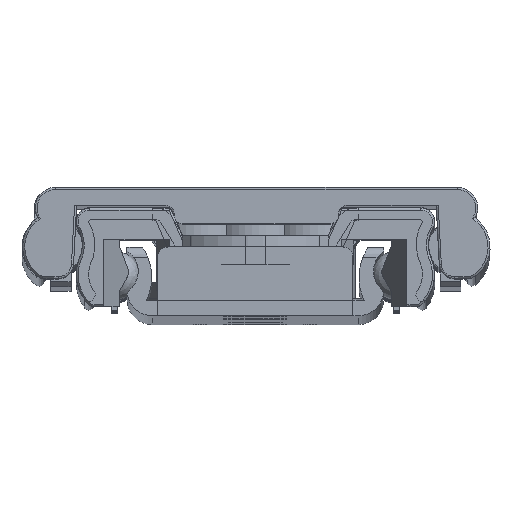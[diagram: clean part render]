
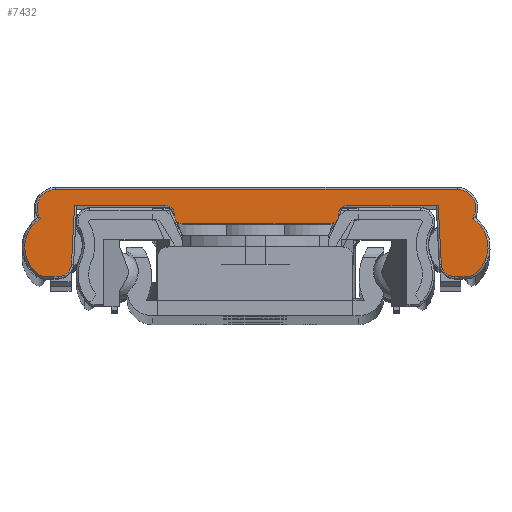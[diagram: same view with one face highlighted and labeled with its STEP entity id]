
A CAD part, top view. The second image highlights one B-rep face of the part: STEP entity #7432.
In plain terms, the highlighted face is planar.
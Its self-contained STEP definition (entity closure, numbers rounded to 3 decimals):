
#6810=CARTESIAN_POINT('',(38.9,-13.718,0.0));
#6811=VERTEX_POINT('',#6810);
#6829=CARTESIAN_POINT('',(38.6,-8.,0.0));
#6830=VERTEX_POINT('',#6829);
#6838=CARTESIAN_POINT('',(38.6,-8.,0.0));
#6839=DIRECTION('',(0.052,-0.999,0.0));
#6840=VECTOR('',#6839,5.726);
#6841=LINE('',#6838,#6840);
#6842=EDGE_CURVE('',#6830,#6811,#6841,.T.);
#6852=CARTESIAN_POINT('',(40.198,-14.95,0.0));
#6853=VERTEX_POINT('',#6852);
#6871=CARTESIAN_POINT('',(40.198,-13.65,0.0));
#6872=DIRECTION('',(0.0,0.0,1.));
#6873=DIRECTION('',(-0.688,-0.725,0.0));
#6874=AXIS2_PLACEMENT_3D('',#6871,#6872,#6873);
#6875=CIRCLE('',#6874,1.3);
#6876=EDGE_CURVE('',#6811,#6853,#6875,.T.);
#6893=CARTESIAN_POINT('',(41.725,-14.95,0.0));
#6894=VERTEX_POINT('',#6893);
#6895=CARTESIAN_POINT('',(40.198,-14.95,0.0));
#6896=DIRECTION('',(1.0,0.0,0.0));
#6897=VECTOR('',#6896,1.527);
#6898=LINE('',#6895,#6897);
#6899=EDGE_CURVE('',#6853,#6894,#6898,.T.);
#6926=CARTESIAN_POINT('',(41.932,-9.272,0.0));
#6927=VERTEX_POINT('',#6926);
#6928=CARTESIAN_POINT('',(40.15,-12.05,0.0));
#6929=DIRECTION('',(0.0,0.0,1.));
#6930=DIRECTION('',(0.997,-0.072,0.0));
#6931=AXIS2_PLACEMENT_3D('',#6928,#6929,#6930);
#6932=CIRCLE('',#6931,3.3);
#6933=EDGE_CURVE('',#6894,#6927,#6932,.T.);
#6962=CARTESIAN_POINT('',(40.45,-6.45,0.0));
#6963=VERTEX_POINT('',#6962);
#6973=CARTESIAN_POINT('',(40.45,-8.25,0.0));
#6974=DIRECTION('',(0.0,0.0,1.0));
#6975=DIRECTION('',(0.861,0.509,0.0));
#6976=AXIS2_PLACEMENT_3D('',#6973,#6974,#6975);
#6977=CIRCLE('',#6976,1.8);
#6978=EDGE_CURVE('',#6927,#6963,#6977,.T.);
#6988=CARTESIAN_POINT('',(1.35,-6.45,0.0));
#6989=VERTEX_POINT('',#6988);
#6999=CARTESIAN_POINT('',(40.45,-6.45,0.0));
#7000=DIRECTION('',(-1.0,0.0,0.0));
#7001=VECTOR('',#7000,39.1);
#7002=LINE('',#6999,#7001);
#7003=EDGE_CURVE('',#6963,#6989,#7002,.T.);
#7023=CARTESIAN_POINT('',(-0.131,-9.272,0.0));
#7024=VERTEX_POINT('',#7023);
#7025=CARTESIAN_POINT('',(1.35,-8.25,0.0));
#7026=DIRECTION('',(0.0,0.0,1.0));
#7027=DIRECTION('',(-0.861,0.509,0.0));
#7028=AXIS2_PLACEMENT_3D('',#7025,#7026,#7027);
#7029=CIRCLE('',#7028,1.8);
#7030=EDGE_CURVE('',#6989,#7024,#7029,.T.);
#7057=CARTESIAN_POINT('',(0.075,-14.95,0.0));
#7058=VERTEX_POINT('',#7057);
#7059=CARTESIAN_POINT('',(1.65,-12.05,0.0));
#7060=DIRECTION('',(0.0,0.0,1.0));
#7061=DIRECTION('',(-0.997,-0.072,0.0));
#7062=AXIS2_PLACEMENT_3D('',#7059,#7060,#7061);
#7063=CIRCLE('',#7062,3.3);
#7064=EDGE_CURVE('',#7024,#7058,#7063,.T.);
#7099=CARTESIAN_POINT('',(1.602,-14.95,0.0));
#7100=VERTEX_POINT('',#7099);
#7110=CARTESIAN_POINT('',(0.075,-14.95,0.0));
#7111=DIRECTION('',(1.0,0.0,0.0));
#7112=VECTOR('',#7111,1.527);
#7113=LINE('',#7110,#7112);
#7114=EDGE_CURVE('',#7058,#7100,#7113,.T.);
#7124=CARTESIAN_POINT('',(2.9,-13.718,0.0));
#7125=VERTEX_POINT('',#7124);
#7143=CARTESIAN_POINT('',(1.602,-13.65,0.0));
#7144=DIRECTION('',(0.0,0.0,1.0));
#7145=DIRECTION('',(0.688,-0.725,0.0));
#7146=AXIS2_PLACEMENT_3D('',#7143,#7144,#7145);
#7147=CIRCLE('',#7146,1.3);
#7148=EDGE_CURVE('',#7100,#7125,#7147,.T.);
#7158=CARTESIAN_POINT('',(3.2,-8.,0.0));
#7159=VERTEX_POINT('',#7158);
#7176=CARTESIAN_POINT('',(2.9,-13.718,0.0));
#7177=DIRECTION('',(0.052,0.999,0.0));
#7178=VECTOR('',#7177,5.726);
#7179=LINE('',#7176,#7178);
#7180=EDGE_CURVE('',#7125,#7159,#7179,.T.);
#7307=CARTESIAN_POINT('',(28.1,-9.8,0.0));
#7308=VERTEX_POINT('',#7307);
#7315=CARTESIAN_POINT('',(28.9,-9.,0.0));
#7316=VERTEX_POINT('',#7315);
#7317=CARTESIAN_POINT('',(28.1,-9.0,0.0));
#7318=DIRECTION('',(0.0,0.0,1.0));
#7319=DIRECTION('',(0.707,-0.707,0.0));
#7320=AXIS2_PLACEMENT_3D('',#7317,#7318,#7319);
#7321=CIRCLE('',#7320,0.8);
#7322=EDGE_CURVE('',#7308,#7316,#7321,.T.);
#7339=CARTESIAN_POINT('',(28.9,-8.8,0.0));
#7340=VERTEX_POINT('',#7339);
#7341=CARTESIAN_POINT('',(28.9,-9.,0.0));
#7342=DIRECTION('',(0.0,1.0,0.0));
#7343=VECTOR('',#7342,0.2);
#7344=LINE('',#7341,#7343);
#7345=EDGE_CURVE('',#7316,#7340,#7344,.T.);
#7357=CARTESIAN_POINT('',(20.9,-8.942,0.0));
#7358=DIRECTION('',(0.0,0.0,1.0));
#7359=DIRECTION('',(1.0,0.0,0.0));
#7360=AXIS2_PLACEMENT_3D('',#7357,#7358,#7359);
#7361=PLANE('',#7360);
#7362=CARTESIAN_POINT('',(29.7,-8.,0.0));
#7363=VERTEX_POINT('',#7362);
#7364=CARTESIAN_POINT('',(29.7,-8.,0.0));
#7365=DIRECTION('',(1.0,0.0,0.0));
#7366=VECTOR('',#7365,8.9);
#7367=LINE('',#7364,#7366);
#7368=EDGE_CURVE('',#7363,#6830,#7367,.T.);
#7369=ORIENTED_EDGE('',*,*,#7368,.F.);
#7370=CARTESIAN_POINT('',(29.7,-8.8,0.0));
#7371=DIRECTION('',(0.0,0.0,-1.0));
#7372=DIRECTION('',(-0.707,0.707,0.0));
#7373=AXIS2_PLACEMENT_3D('',#7370,#7371,#7372);
#7374=CIRCLE('',#7373,0.8);
#7375=EDGE_CURVE('',#7340,#7363,#7374,.T.);
#7376=ORIENTED_EDGE('',*,*,#7375,.F.);
#7377=ORIENTED_EDGE('',*,*,#7345,.F.);
#7378=ORIENTED_EDGE('',*,*,#7322,.F.);
#7379=CARTESIAN_POINT('',(13.7,-9.8,0.0));
#7380=VERTEX_POINT('',#7379);
#7381=CARTESIAN_POINT('',(13.7,-9.8,0.0));
#7382=DIRECTION('',(1.0,0.0,0.0));
#7383=VECTOR('',#7382,14.4);
#7384=LINE('',#7381,#7383);
#7385=EDGE_CURVE('',#7380,#7308,#7384,.T.);
#7386=ORIENTED_EDGE('',*,*,#7385,.F.);
#7387=CARTESIAN_POINT('',(12.9,-9.,0.0));
#7388=VERTEX_POINT('',#7387);
#7389=CARTESIAN_POINT('',(13.7,-9.,0.0));
#7390=DIRECTION('',(0.0,0.0,1.));
#7391=DIRECTION('',(-0.707,-0.707,0.0));
#7392=AXIS2_PLACEMENT_3D('',#7389,#7390,#7391);
#7393=CIRCLE('',#7392,0.8);
#7394=EDGE_CURVE('',#7388,#7380,#7393,.T.);
#7395=ORIENTED_EDGE('',*,*,#7394,.F.);
#7396=CARTESIAN_POINT('',(12.9,-8.8,0.0));
#7397=VERTEX_POINT('',#7396);
#7398=CARTESIAN_POINT('',(12.9,-8.8,0.0));
#7399=DIRECTION('',(0.0,-1.0,0.0));
#7400=VECTOR('',#7399,0.2);
#7401=LINE('',#7398,#7400);
#7402=EDGE_CURVE('',#7397,#7388,#7401,.T.);
#7403=ORIENTED_EDGE('',*,*,#7402,.F.);
#7404=CARTESIAN_POINT('',(12.1,-8.0,0.0));
#7405=VERTEX_POINT('',#7404);
#7406=CARTESIAN_POINT('',(12.1,-8.8,0.0));
#7407=DIRECTION('',(0.0,0.0,-1.0));
#7408=DIRECTION('',(0.707,0.707,0.0));
#7409=AXIS2_PLACEMENT_3D('',#7406,#7407,#7408);
#7410=CIRCLE('',#7409,0.8);
#7411=EDGE_CURVE('',#7405,#7397,#7410,.T.);
#7412=ORIENTED_EDGE('',*,*,#7411,.F.);
#7413=CARTESIAN_POINT('',(3.2,-8.,0.0));
#7414=DIRECTION('',(1.0,0.0,0.0));
#7415=VECTOR('',#7414,8.9);
#7416=LINE('',#7413,#7415);
#7417=EDGE_CURVE('',#7159,#7405,#7416,.T.);
#7418=ORIENTED_EDGE('',*,*,#7417,.F.);
#7419=ORIENTED_EDGE('',*,*,#7180,.F.);
#7420=ORIENTED_EDGE('',*,*,#7148,.F.);
#7421=ORIENTED_EDGE('',*,*,#7114,.F.);
#7422=ORIENTED_EDGE('',*,*,#7064,.F.);
#7423=ORIENTED_EDGE('',*,*,#7030,.F.);
#7424=ORIENTED_EDGE('',*,*,#7003,.F.);
#7425=ORIENTED_EDGE('',*,*,#6978,.F.);
#7426=ORIENTED_EDGE('',*,*,#6933,.F.);
#7427=ORIENTED_EDGE('',*,*,#6899,.F.);
#7428=ORIENTED_EDGE('',*,*,#6876,.F.);
#7429=ORIENTED_EDGE('',*,*,#6842,.F.);
#7430=EDGE_LOOP('',(#7369,#7376,#7377,#7378,#7386,#7395,#7403,#7412,#7418,#7419,#7420,#7421,#7422,#7423,#7424,#7425,#7426,#7427,#7428,#7429));
#7431=FACE_OUTER_BOUND('',#7430,.T.);
#7432=ADVANCED_FACE('',(#7431),#7361,.F.);
